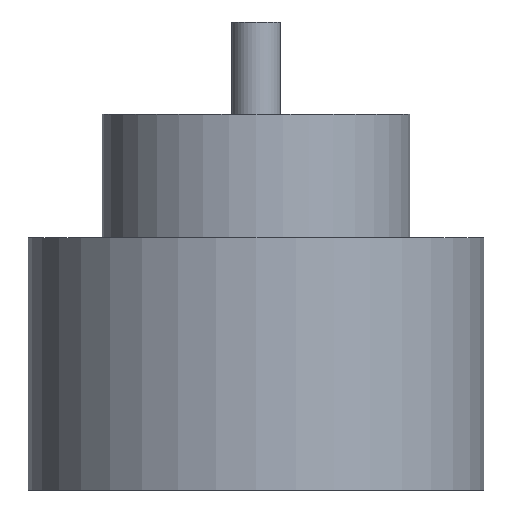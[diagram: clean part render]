
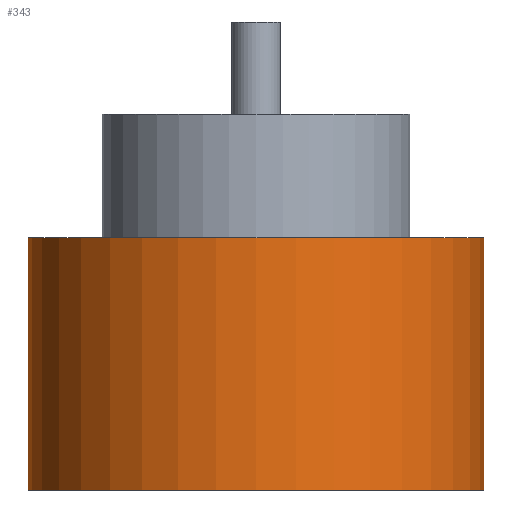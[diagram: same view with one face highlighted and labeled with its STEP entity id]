
A CAD part, front view. The second image highlights one B-rep face of the part: STEP entity #343.
In plain terms, the highlighted cylindrical face has radius 1.85 mm (diameter 3.7 mm), a partial arc.
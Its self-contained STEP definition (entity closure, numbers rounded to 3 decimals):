
#18 = LINE ( 'NONE', #419, #475 ) ;
#26 = EDGE_LOOP ( 'NONE', ( #844, #424, #284, #832 ) ) ;
#109 = CIRCLE ( 'NONE', #528, 1.85 ) ;
#121 = LINE ( 'NONE', #189, #426 ) ;
#128 = DIRECTION ( 'NONE',  ( 1., 0., 0. ) ) ;
#189 = CARTESIAN_POINT ( 'NONE',  ( -1.85, 0., 2.55 ) ) ;
#236 = VERTEX_POINT ( 'NONE', #784 ) ;
#252 = CARTESIAN_POINT ( 'NONE',  ( -1.85, 0., 1.55 ) ) ;
#253 = DIRECTION ( 'NONE',  ( 1., 0., 0. ) ) ;
#265 = VERTEX_POINT ( 'NONE', #695 ) ;
#281 = FACE_OUTER_BOUND ( 'NONE', #26, .T. ) ;
#284 = ORIENTED_EDGE ( 'NONE', *, *, #477, .T. ) ;
#300 = CYLINDRICAL_SURFACE ( 'NONE', #480, 1.85 ) ;
#335 = CIRCLE ( 'NONE', #355, 1.85 ) ;
#336 = CARTESIAN_POINT ( 'NONE',  ( 0., 0., 1.55 ) ) ;
#343 = ADVANCED_FACE ( 'NONE', ( #281 ), #300, .T. ) ;
#355 = AXIS2_PLACEMENT_3D ( 'NONE', #458, #721, #253 ) ;
#380 = VERTEX_POINT ( 'NONE', #252 ) ;
#419 = CARTESIAN_POINT ( 'NONE',  ( 1.85, 0., 2.55 ) ) ;
#421 = DIRECTION ( 'NONE',  ( 0., 0., -1. ) ) ;
#424 = ORIENTED_EDGE ( 'NONE', *, *, #645, .F. ) ;
#426 = VECTOR ( 'NONE', #719, 1000. ) ;
#434 = DIRECTION ( 'NONE',  ( -1., 0., 0. ) ) ;
#458 = CARTESIAN_POINT ( 'NONE',  ( 0., 0., -0.5 ) ) ;
#475 = VECTOR ( 'NONE', #421, 1000. ) ;
#477 = EDGE_CURVE ( 'NONE', #380, #236, #121, .T. ) ;
#480 = AXIS2_PLACEMENT_3D ( 'NONE', #624, #569, #434 ) ;
#528 = AXIS2_PLACEMENT_3D ( 'NONE', #336, #767, #128 ) ;
#569 = DIRECTION ( 'NONE',  ( 0., 0., -1. ) ) ;
#621 = EDGE_CURVE ( 'NONE', #236, #786, #335, .T. ) ;
#624 = CARTESIAN_POINT ( 'NONE',  ( 0., 0., 2.55 ) ) ;
#645 = EDGE_CURVE ( 'NONE', #380, #265, #109, .T. ) ;
#695 = CARTESIAN_POINT ( 'NONE',  ( 1.85, 0., 1.55 ) ) ;
#719 = DIRECTION ( 'NONE',  ( 0., 0., -1. ) ) ;
#721 = DIRECTION ( 'NONE',  ( 0., 0., 1. ) ) ;
#724 = CARTESIAN_POINT ( 'NONE',  ( 1.85, 0., -0.5 ) ) ;
#767 = DIRECTION ( 'NONE',  ( 0., 0., 1. ) ) ;
#784 = CARTESIAN_POINT ( 'NONE',  ( -1.85, 0., -0.5 ) ) ;
#786 = VERTEX_POINT ( 'NONE', #724 ) ;
#798 = EDGE_CURVE ( 'NONE', #265, #786, #18, .T. ) ;
#832 = ORIENTED_EDGE ( 'NONE', *, *, #621, .T. ) ;
#844 = ORIENTED_EDGE ( 'NONE', *, *, #798, .F. ) ;
